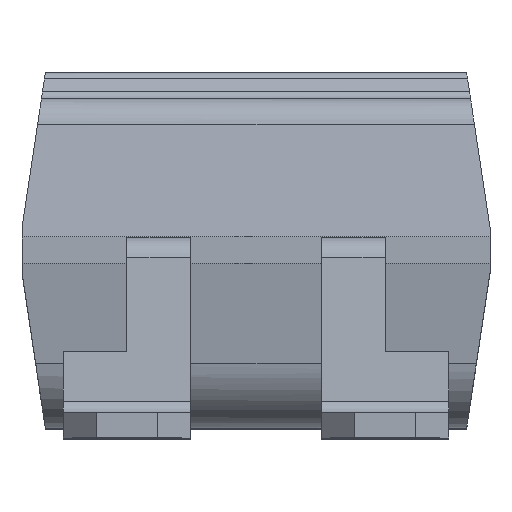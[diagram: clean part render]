
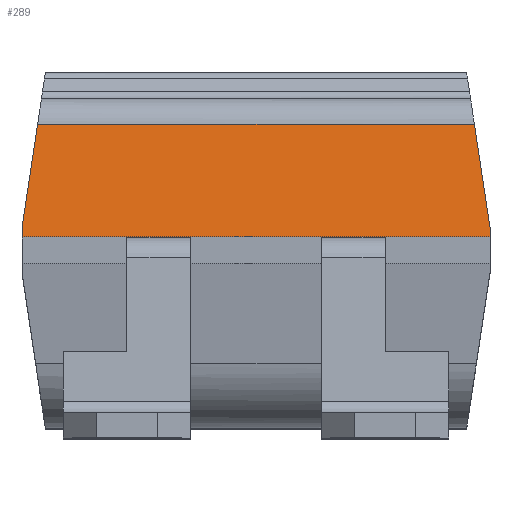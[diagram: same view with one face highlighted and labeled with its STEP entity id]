
A CAD part, top view. The second image highlights one B-rep face of the part: STEP entity #289.
In plain terms, the highlighted planar face has unit normal (0, 0.152, 0.988).
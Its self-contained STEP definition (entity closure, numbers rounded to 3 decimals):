
#289=ADVANCED_FACE('',(#582),#583,.T.);
#582=FACE_OUTER_BOUND('',#873,.T.);
#583=PLANE('',#874);
#873=EDGE_LOOP('',(#1704,#1705,#1706,#1707,#1708,#1709));
#874=AXIS2_PLACEMENT_3D('',#1710,#1711,#1712);
#1704=ORIENTED_EDGE('',*,*,#2121,.T.);
#1705=ORIENTED_EDGE('',*,*,#2122,.F.);
#1706=ORIENTED_EDGE('',*,*,#2118,.T.);
#1707=ORIENTED_EDGE('',*,*,#2092,.T.);
#1708=ORIENTED_EDGE('',*,*,#2123,.T.);
#1709=ORIENTED_EDGE('',*,*,#2084,.F.);
#1710=CARTESIAN_POINT('',(0.0,2.532,3.165));
#1711=DIRECTION('',(0.,0.153,0.988));
#1712=DIRECTION('',(0.,-0.988,0.153));
#2084=EDGE_CURVE('',#2584,#2586,#2587,.T.);
#2092=EDGE_CURVE('',#2601,#2599,#2602,.T.);
#2118=EDGE_CURVE('',#2639,#2601,#2640,.T.);
#2121=EDGE_CURVE('',#2584,#2643,#2644,.T.);
#2122=EDGE_CURVE('',#2639,#2643,#2645,.T.);
#2123=EDGE_CURVE('',#2599,#2586,#2646,.T.);
#2584=VERTEX_POINT('',#3284);
#2586=VERTEX_POINT('',#3286);
#2587=LINE('',#3287,#3288);
#2599=VERTEX_POINT('',#3304);
#2601=VERTEX_POINT('',#3307);
#2602=LINE('',#3308,#3309);
#2639=VERTEX_POINT('',#3363);
#2640=LINE('',#3364,#3365);
#2643=VERTEX_POINT('',#3369);
#2644=LINE('',#3370,#3371);
#2645=LINE('',#3372,#3373);
#2646=LINE('',#3374,#3375);
#3284=CARTESIAN_POINT('',(0.153,3.086,3.079));
#3286=CARTESIAN_POINT('',(4.447,3.086,3.079));
#3287=CARTESIAN_POINT('',(0.0,3.086,3.079));
#3288=VECTOR('',#3702,1.0);
#3304=CARTESIAN_POINT('',(4.6,2.067,3.236));
#3307=CARTESIAN_POINT('',(4.6,1.978,3.25));
#3308=CARTESIAN_POINT('',(4.6,1.978,3.25));
#3309=VECTOR('',#3711,1.0);
#3363=CARTESIAN_POINT('',(0.0,1.978,3.25));
#3364=CARTESIAN_POINT('',(0.0,1.978,3.25));
#3365=VECTOR('',#3735,1.0);
#3369=CARTESIAN_POINT('',(0.0,2.067,3.236));
#3370=CARTESIAN_POINT('',(0.082,2.615,3.152));
#3371=VECTOR('',#3737,1.0);
#3372=CARTESIAN_POINT('',(0.0,1.978,3.25));
#3373=VECTOR('',#3738,1.0);
#3374=CARTESIAN_POINT('',(4.468,2.945,3.101));
#3375=VECTOR('',#3739,1.0);
#3702=DIRECTION('',(1.0,0.0,0.));
#3711=DIRECTION('',(0.,0.988,-0.153));
#3735=DIRECTION('',(1.0,0.0,0.));
#3737=DIRECTION('',(-0.147,-0.978,0.151));
#3738=DIRECTION('',(0.,0.988,-0.153));
#3739=DIRECTION('',(-0.147,0.978,-0.151));
